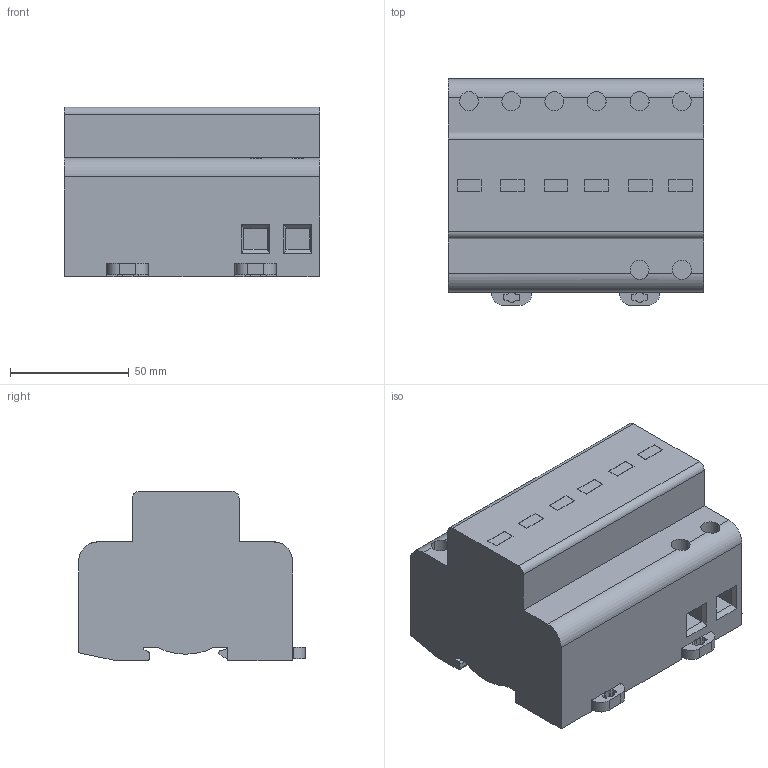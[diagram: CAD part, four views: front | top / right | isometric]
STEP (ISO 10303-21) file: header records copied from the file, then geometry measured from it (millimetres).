
FILE_DESCRIPTION(('CATIA V5 STEP Exchange','CAx-IF Rec.Pracs.--- Model Styling and Organization---1.4--- 2014-01-23'),'2;1');
FILE_NAME ('D1355359_1', '2019-01-09T12:56:22+00:00', ('none'), ('Weidmueller'), 'CATIA Version 5-6 Release 2016 SP3 HF44', 'CATIA V5 STEP AP214', 'none');
FILE_SCHEMA(('AUTOMOTIVE_DESIGN { 1 0 10303 214 1 1 1 1 }'));
Length unit declared in the file: millimetre
Products named in the file (1): 2619160000
Bounding box: 107.7 x 95.35 x 71.29 mm (x, y, z)
Volume: 548992.7 mm3; surface area: 56328.4 mm2
Topology: 9 solids, 9 shells, 355 faces, 943 edges, 630 vertices
Faces by surface type: plane 270, cylinder 69, extrusion 16
Entity records: 10979 total; most frequent: CARTESIAN_POINT 2314, ORIENTED_EDGE 1886, DIRECTION 1341, EDGE_CURVE 943, VECTOR 735, LINE 719, VERTEX_POINT 630, EDGE_LOOP 383
